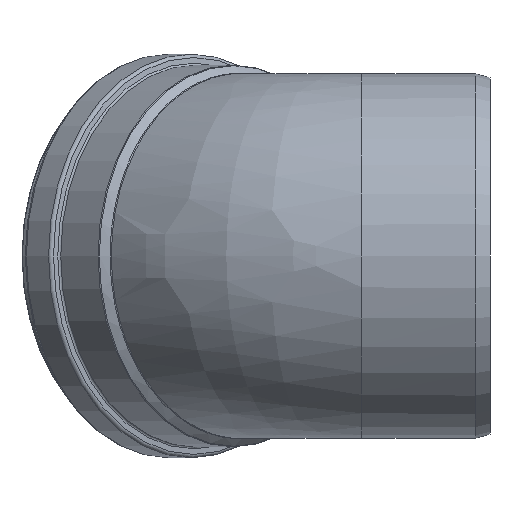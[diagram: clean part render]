
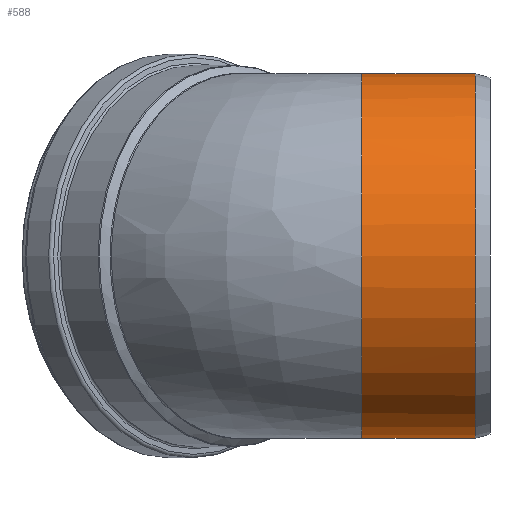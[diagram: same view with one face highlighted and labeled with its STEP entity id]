
A CAD part, left-side view. The second image highlights one B-rep face of the part: STEP entity #588.
In plain terms, the highlighted cylindrical face has radius 250 mm (diameter 500 mm), a full revolution.
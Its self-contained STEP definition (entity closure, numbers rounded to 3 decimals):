
#24=B_SPLINE_CURVE_WITH_KNOTS('',3,(#1548,#1549,#1550,#1551,#1552,#1553),
 .UNSPECIFIED.,.F.,.F.,(4,1,1,4),(-70.426,-67.763,-62.438,
-61.106),.UNSPECIFIED.);
#25=B_SPLINE_CURVE_WITH_KNOTS('',3,(#1554,#1555,#1556,#1557,#1558),
 .UNSPECIFIED.,.F.,.F.,(4,1,4),(-61.106,-57.112,-51.786),
 .UNSPECIFIED.);
#32=CYLINDRICAL_SURFACE('',#667,250.);
#43=LINE('',#1614,#59);
#59=VECTOR('',#811,250.);
#88=FACE_OUTER_BOUND('',#123,.T.);
#123=EDGE_LOOP('',(#437,#438,#439,#440,#441,#442));
#165=CIRCLE('',#656,250.);
#173=CIRCLE('',#668,250.);
#234=VERTEX_POINT('',#1358);
#235=VERTEX_POINT('',#1360);
#238=VERTEX_POINT('',#1547);
#245=VERTEX_POINT('',#1613);
#304=EDGE_CURVE('',#235,#238,#24,.T.);
#305=EDGE_CURVE('',#238,#234,#25,.T.);
#307=EDGE_CURVE('',#234,#235,#165,.T.);
#317=EDGE_CURVE('',#238,#245,#43,.T.);
#318=EDGE_CURVE('',#245,#245,#173,.T.);
#437=ORIENTED_EDGE('',*,*,#304,.F.);
#438=ORIENTED_EDGE('',*,*,#307,.F.);
#439=ORIENTED_EDGE('',*,*,#305,.F.);
#440=ORIENTED_EDGE('',*,*,#317,.T.);
#441=ORIENTED_EDGE('',*,*,#318,.T.);
#442=ORIENTED_EDGE('',*,*,#317,.F.);
#588=ADVANCED_FACE('',(#88),#32,.T.);
#656=AXIS2_PLACEMENT_3D('',#1593,#785,#786);
#667=AXIS2_PLACEMENT_3D('',#1612,#809,#810);
#668=AXIS2_PLACEMENT_3D('',#1615,#812,#813);
#785=DIRECTION('center_axis',(0.,1.,0.));
#786=DIRECTION('ref_axis',(1.,0.,0.));
#809=DIRECTION('center_axis',(0.,1.,0.));
#810=DIRECTION('ref_axis',(-1.,0.,0.));
#811=DIRECTION('',(0.,-1.,0.));
#812=DIRECTION('center_axis',(0.,1.,0.));
#813=DIRECTION('ref_axis',(1.,0.,0.));
#1358=CARTESIAN_POINT('',(233.511,175.831,-89.29));
#1360=CARTESIAN_POINT('',(233.511,175.831,89.29));
#1547=CARTESIAN_POINT('',(250.,164.102,0.));
#1548=CARTESIAN_POINT('Ctrl Pts',(233.511,175.831,89.29));
#1549=CARTESIAN_POINT('Ctrl Pts',(236.552,173.637,81.336));
#1550=CARTESIAN_POINT('Ctrl Pts',(244.541,167.929,56.803));
#1551=CARTESIAN_POINT('Ctrl Pts',(249.428,164.505,26.366));
#1552=CARTESIAN_POINT('Ctrl Pts',(250.001,164.101,4.395));
#1553=CARTESIAN_POINT('Ctrl Pts',(250.,164.102,0.));
#1554=CARTESIAN_POINT('Ctrl Pts',(250.,164.102,0.));
#1555=CARTESIAN_POINT('Ctrl Pts',(249.997,164.103,-13.183));
#1556=CARTESIAN_POINT('Ctrl Pts',(247.559,165.813,-43.947));
#1557=CARTESIAN_POINT('Ctrl Pts',(239.594,171.443,-73.382));
#1558=CARTESIAN_POINT('Ctrl Pts',(233.511,175.831,-89.29));
#1593=CARTESIAN_POINT('Origin',(0.,175.831,0.));
#1612=CARTESIAN_POINT('Origin',(0.,97.916,0.));
#1613=CARTESIAN_POINT('',(250.,20.,0.));
#1614=CARTESIAN_POINT('',(250.,97.916,0.));
#1615=CARTESIAN_POINT('Origin',(0.,20.,0.));
